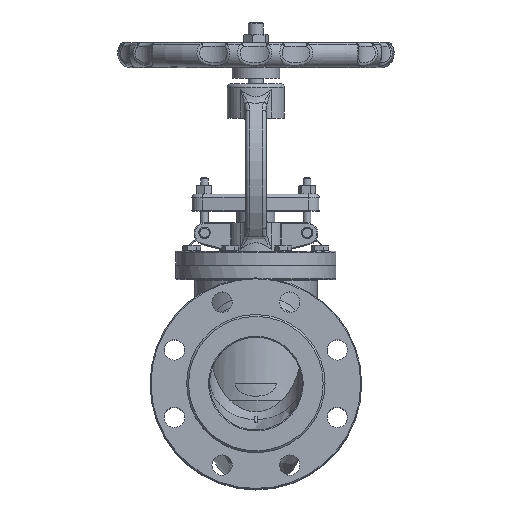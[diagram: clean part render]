
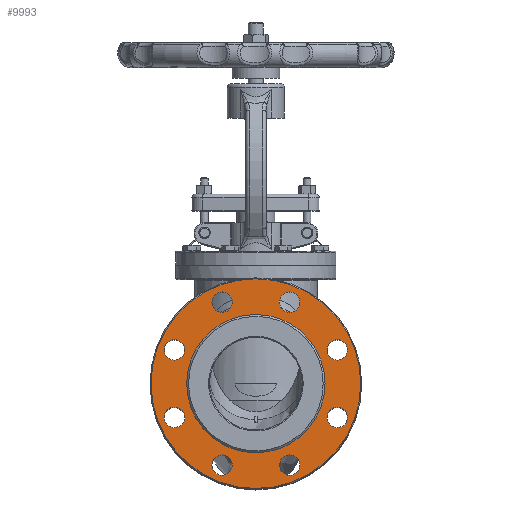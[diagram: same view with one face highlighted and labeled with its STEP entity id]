
A CAD part, top view. The second image highlights one B-rep face of the part: STEP entity #9993.
In plain terms, the highlighted planar face has unit normal (0, 0, 1).
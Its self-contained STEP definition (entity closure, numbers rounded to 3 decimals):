
#285=PLANE('',#10897);
#681=FACE_BOUND('',#1602,.T.);
#682=FACE_BOUND('',#1603,.T.);
#683=FACE_BOUND('',#1604,.T.);
#684=FACE_BOUND('',#1605,.T.);
#685=FACE_BOUND('',#1606,.T.);
#686=FACE_BOUND('',#1607,.T.);
#687=FACE_BOUND('',#1608,.T.);
#688=FACE_BOUND('',#1609,.T.);
#689=FACE_BOUND('',#1610,.T.);
#912=FACE_OUTER_BOUND('',#1601,.T.);
#1601=EDGE_LOOP('',(#7116));
#1602=EDGE_LOOP('',(#7117));
#1603=EDGE_LOOP('',(#7118));
#1604=EDGE_LOOP('',(#7119));
#1605=EDGE_LOOP('',(#7120));
#1606=EDGE_LOOP('',(#7121));
#1607=EDGE_LOOP('',(#7122));
#1608=EDGE_LOOP('',(#7123));
#1609=EDGE_LOOP('',(#7124));
#1610=EDGE_LOOP('',(#7125));
#3349=CIRCLE('',#10873,11.);
#3350=CIRCLE('',#10875,11.);
#3351=CIRCLE('',#10877,11.);
#3352=CIRCLE('',#10879,11.);
#3353=CIRCLE('',#10881,11.);
#3354=CIRCLE('',#10883,11.);
#3355=CIRCLE('',#10885,11.);
#3356=CIRCLE('',#10887,11.);
#3357=CIRCLE('',#10889,74.5);
#3361=CIRCLE('',#10898,113.);
#4153=VERTEX_POINT('',#19147);
#4154=VERTEX_POINT('',#19151);
#4155=VERTEX_POINT('',#19155);
#4156=VERTEX_POINT('',#19159);
#4157=VERTEX_POINT('',#19163);
#4158=VERTEX_POINT('',#19167);
#4159=VERTEX_POINT('',#19171);
#4160=VERTEX_POINT('',#19175);
#4161=VERTEX_POINT('',#19179);
#4165=VERTEX_POINT('',#19195);
#5193=EDGE_CURVE('',#4153,#4153,#3349,.T.);
#5195=EDGE_CURVE('',#4154,#4154,#3350,.T.);
#5197=EDGE_CURVE('',#4155,#4155,#3351,.T.);
#5199=EDGE_CURVE('',#4156,#4156,#3352,.T.);
#5201=EDGE_CURVE('',#4157,#4157,#3353,.T.);
#5203=EDGE_CURVE('',#4158,#4158,#3354,.T.);
#5205=EDGE_CURVE('',#4159,#4159,#3355,.T.);
#5207=EDGE_CURVE('',#4160,#4160,#3356,.T.);
#5209=EDGE_CURVE('',#4161,#4161,#3357,.T.);
#5217=EDGE_CURVE('',#4165,#4165,#3361,.T.);
#7116=ORIENTED_EDGE('',*,*,#5217,.F.);
#7117=ORIENTED_EDGE('',*,*,#5209,.F.);
#7118=ORIENTED_EDGE('',*,*,#5193,.T.);
#7119=ORIENTED_EDGE('',*,*,#5195,.T.);
#7120=ORIENTED_EDGE('',*,*,#5197,.T.);
#7121=ORIENTED_EDGE('',*,*,#5199,.T.);
#7122=ORIENTED_EDGE('',*,*,#5201,.T.);
#7123=ORIENTED_EDGE('',*,*,#5203,.T.);
#7124=ORIENTED_EDGE('',*,*,#5205,.T.);
#7125=ORIENTED_EDGE('',*,*,#5207,.T.);
#9993=ADVANCED_FACE('',(#912,#681,#682,#683,#684,#685,#686,#687,#688,#689),
#285,.T.);
#10873=AXIS2_PLACEMENT_3D('',#19148,#12528,#12529);
#10875=AXIS2_PLACEMENT_3D('',#19152,#12533,#12534);
#10877=AXIS2_PLACEMENT_3D('',#19156,#12538,#12539);
#10879=AXIS2_PLACEMENT_3D('',#19160,#12543,#12544);
#10881=AXIS2_PLACEMENT_3D('',#19164,#12548,#12549);
#10883=AXIS2_PLACEMENT_3D('',#19168,#12553,#12554);
#10885=AXIS2_PLACEMENT_3D('',#19172,#12558,#12559);
#10887=AXIS2_PLACEMENT_3D('',#19176,#12563,#12564);
#10889=AXIS2_PLACEMENT_3D('',#19180,#12568,#12569);
#10897=AXIS2_PLACEMENT_3D('',#19194,#12587,#12588);
#10898=AXIS2_PLACEMENT_3D('',#19196,#12589,#12590);
#12528=DIRECTION('center_axis',(0.,0.,-1.));
#12529=DIRECTION('ref_axis',(-1.,0.,0.));
#12533=DIRECTION('center_axis',(0.,0.,-1.));
#12534=DIRECTION('ref_axis',(-1.,0.,0.));
#12538=DIRECTION('center_axis',(0.,0.,-1.));
#12539=DIRECTION('ref_axis',(-1.,0.,0.));
#12543=DIRECTION('center_axis',(0.,0.,-1.));
#12544=DIRECTION('ref_axis',(-1.,0.,0.));
#12548=DIRECTION('center_axis',(0.,0.,-1.));
#12549=DIRECTION('ref_axis',(-1.,0.,0.));
#12553=DIRECTION('center_axis',(0.,0.,-1.));
#12554=DIRECTION('ref_axis',(-1.,0.,0.));
#12558=DIRECTION('center_axis',(0.,0.,-1.));
#12559=DIRECTION('ref_axis',(-1.,0.,0.));
#12563=DIRECTION('center_axis',(0.,0.,-1.));
#12564=DIRECTION('ref_axis',(-1.,0.,0.));
#12568=DIRECTION('center_axis',(0.,0.,1.));
#12569=DIRECTION('ref_axis',(-1.,0.,0.));
#12587=DIRECTION('center_axis',(0.,0.,1.));
#12588=DIRECTION('ref_axis',(1.,0.,0.));
#12589=DIRECTION('center_axis',(0.,0.,-1.));
#12590=DIRECTION('ref_axis',(-1.,0.,0.));
#19147=CARTESIAN_POINT('',(98.769,-36.355,25.));
#19148=CARTESIAN_POINT('Origin',(87.769,-36.355,25.));
#19151=CARTESIAN_POINT('',(98.769,36.355,25.));
#19152=CARTESIAN_POINT('Origin',(87.769,36.355,25.));
#19155=CARTESIAN_POINT('',(47.355,87.769,25.));
#19156=CARTESIAN_POINT('Origin',(36.355,87.769,25.));
#19159=CARTESIAN_POINT('',(-25.355,87.769,25.));
#19160=CARTESIAN_POINT('Origin',(-36.355,87.769,25.));
#19163=CARTESIAN_POINT('',(-76.769,36.355,25.));
#19164=CARTESIAN_POINT('Origin',(-87.769,36.355,25.));
#19167=CARTESIAN_POINT('',(-76.769,-36.355,25.));
#19168=CARTESIAN_POINT('Origin',(-87.769,-36.355,25.));
#19171=CARTESIAN_POINT('',(-25.355,-87.769,25.));
#19172=CARTESIAN_POINT('Origin',(-36.355,-87.769,25.));
#19175=CARTESIAN_POINT('',(47.355,-87.769,25.));
#19176=CARTESIAN_POINT('Origin',(36.355,-87.769,25.));
#19179=CARTESIAN_POINT('',(74.5,0.,25.));
#19180=CARTESIAN_POINT('Origin',(0.,0.,25.));
#19194=CARTESIAN_POINT('Origin',(0.,0.,25.));
#19195=CARTESIAN_POINT('',(113.,0.,25.));
#19196=CARTESIAN_POINT('Origin',(0.,0.,25.));
